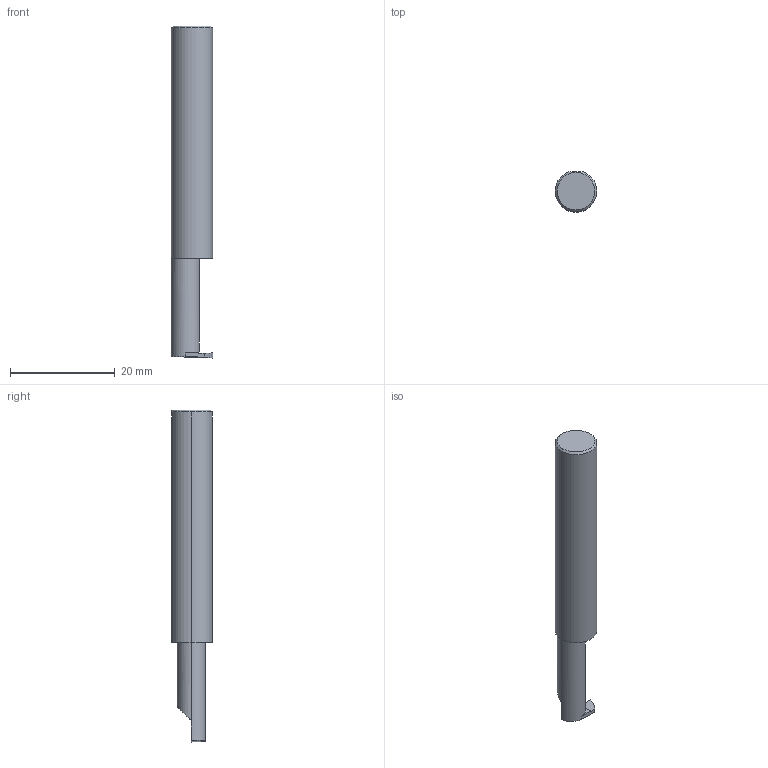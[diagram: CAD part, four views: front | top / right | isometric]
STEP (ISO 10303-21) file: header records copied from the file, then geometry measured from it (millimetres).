
FILE_DESCRIPTION (( 'STEP AP214' ), '1' );
FILE_NAME ('Micro_RRL-038-12X.STEP', '2021-09-07T23:24:35', ( '' ), ( '' ), 'SwSTEP 2.0', 'SolidWorks 2020', '' );
FILE_SCHEMA (( 'AUTOMOTIVE_DESIGN' ));
Length unit declared in the file: inch
Products named in the file (1): Micro_RRL-038-12X
Bounding box: 7.94 x 7.68 x 63.5 mm (x, y, z)
Volume: 2553.7 mm3; surface area: 1512.8 mm2
Topology: 1 solids, 1 shells, 19 faces, 44 edges, 27 vertices
Faces by surface type: plane 10, cylinder 7, cone 2
Entity records: 597 total; most frequent: CARTESIAN_POINT 132, DIRECTION 90, ORIENTED_EDGE 88, EDGE_CURVE 44, AXIS2_PLACEMENT_3D 33, VERTEX_POINT 27, LINE 24, VECTOR 24
